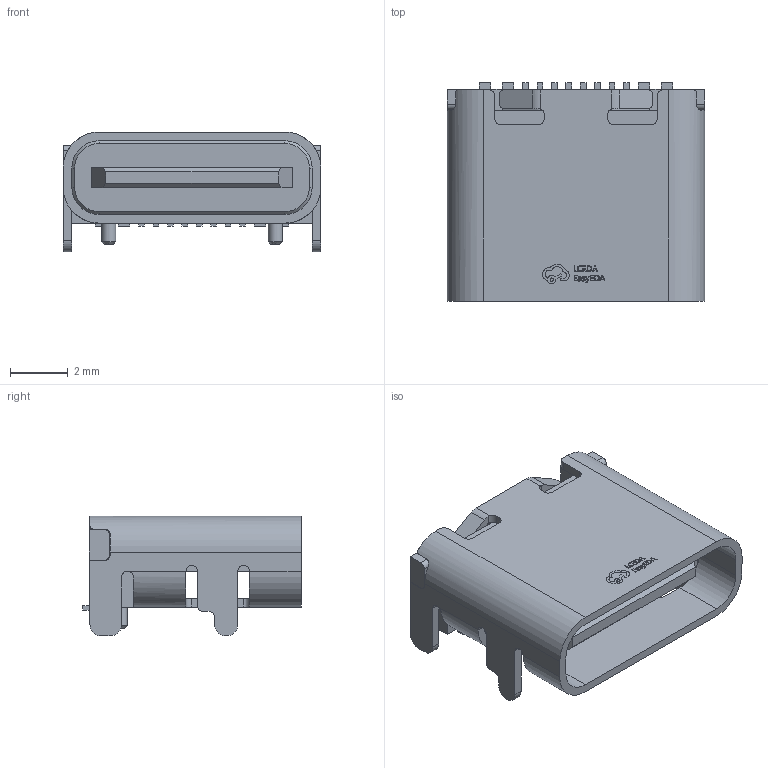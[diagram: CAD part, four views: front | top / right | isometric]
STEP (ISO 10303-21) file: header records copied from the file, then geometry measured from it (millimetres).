
FILE_DESCRIPTION (( 'STEP AP214' ), '1' );
FILE_NAME ('USB-C-SMD_XUNPU_TYPEC-304A-ACP16W.step', '2022-07-15T09:34:50', ( '' ), ( '' ), 'SwSTEP 2.0', 'SolidWorks 2020', '' );
FILE_SCHEMA (( 'AUTOMOTIVE_DESIGN' ));
Length unit declared in the file: millimetre
Products named in the file (1): USB-C-SMD_XUNPU_TYPEC-304A-ACP16W
Bounding box: 8.94 x 7.58 x 4.16 mm (x, y, z)
Volume: 115.5 mm3; surface area: 465.9 mm2
Topology: 15 solids, 15 shells, 538 faces, 1489 edges, 986 vertices
Faces by surface type: plane 342, bspline 112, cylinder 76, cone 8
Entity records: 23796 total; most frequent: CARTESIAN_POINT 5222, ORIENTED_EDGE 2978, DIRECTION 2253, EDGE_CURVE 1489, LINE 1087, VECTOR 1087, VERTEX_POINT 986, AXIS2_PLACEMENT_3D 583
